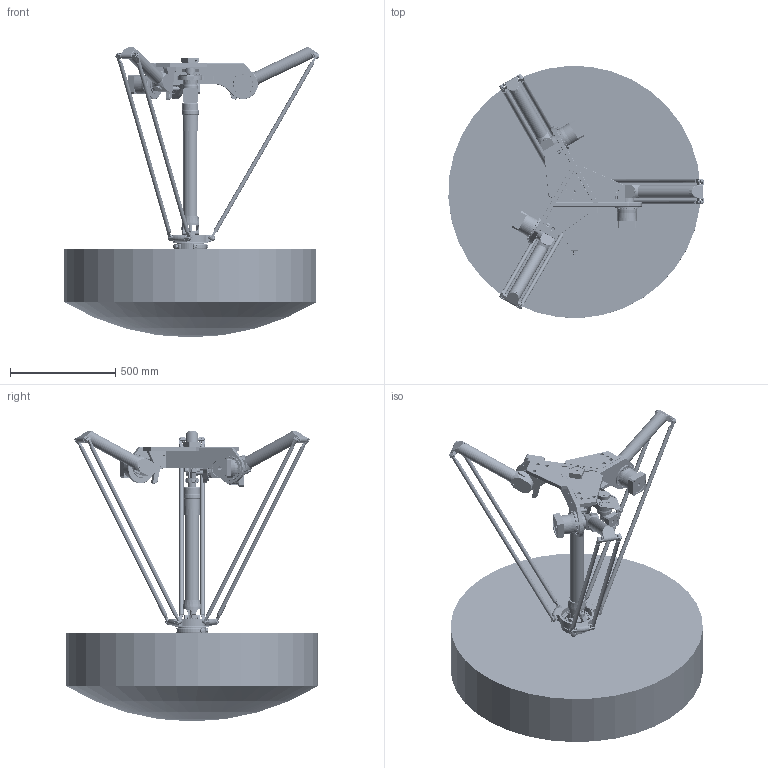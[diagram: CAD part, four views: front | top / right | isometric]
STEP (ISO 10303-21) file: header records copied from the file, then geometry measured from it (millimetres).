
FILE_DESCRIPTION(/* description */ (''),/* implementation_level */ '2;1');
FILE_NAME(/* name */ '3D-model_A_00052-03-TS1-ATS.stp',/* time_stamp */ '2024-08-08T14:54:32+02:00',/* author */ ('michael.schutter'),/* organization */ ('Majatronic'),/* preprocessor_version */ 'ST-DEVELOPER v19.2',/* originating_system */ 'Autodesk Inventor 2023',/* authorisation */ '');
FILE_SCHEMA (('AUTOMOTIVE_DESIGN { 1 0 10303 214 3 1 1 }'));
Products named in the file (17): A_00052-03-TS1-ATS_DUMMY; MT_BGR00108033; MT_WST00058569MT_WST; MT_WST00117279; MT_WST00117278 Getriebe; MT_WST00055000MT_WST; MT_WST00031698MT_WST; MT_WST00054992MT_WST; MT_WST00031699MT_WST; MT_WST00066319MT_WST; MT_WST00106842; MT_WST00117230; MT_WST00117277; MT_WST00058088MT_WST; MT_WST00058575MT_WST; MT_WST00058878MT_WST; MT_WST00058879MT_WST
Assembly tree (32 placements, depth 3):
  A_00052-03-TS1-ATS_DUMMY
    MT_BGR00108033
      MT_WST00058569MT_WST
      MT_WST00117279  x3
      MT_WST00117278 Getriebe
    MT_WST00055000MT_WST
    MT_WST00031698MT_WST  x3
    MT_WST00031699MT_WST  x6
    MT_WST00054992MT_WST  x6
    MT_WST00066319MT_WST
    MT_WST00106842  x2
    MT_WST00117230
    MT_WST00117277
    MT_WST00058088MT_WST
    MT_WST00058575MT_WST
    MT_WST00058878MT_WST
    MT_WST00058879MT_WST  x2
Bounding box: 1213.39 x 1198.5 x 1382.32 mm (x, y, z)
Volume: 398743271.3 mm3; surface area: 5453113.2 mm2
Topology: 31 solids, 46 shells, 4444 faces, 10276 edges, 6439 vertices
Faces by surface type: plane 2215, cylinder 1281, cone 410, bspline 362, torus 142, sphere 34
Full cylindrical faces by diameter (mm): 3 x2, 3.459 x12, 3.5 x2, 4 x2, 4.134 x4, 4.917 x27, 5 x54, 5.5 x6, 6 x69, 6.5 x4, 7 x18, 8 x39, 8.5 x96, 10 x49, 10.1 x2, 11 x1, 11.4 x1, 11.45 x6, 12 x26, 14 x1, 15 x5, 15.4 x2, 15.5 x1, 16 x35, 17.5 x9, 18 x32, 19 x9, 20 x28, 23.9 x1, 24 x1
Entity records: 122221 total; most frequent: CARTESIAN_POINT 53023, ORIENTED_EDGE 13922, DIRECTION 13599, EDGE_CURVE 6961, AXIS2_PLACEMENT_3D 4997, VERTEX_POINT 4412, LINE 3605, VECTOR 3605
